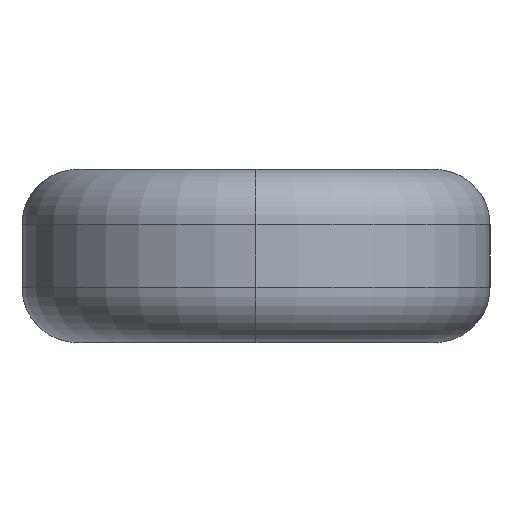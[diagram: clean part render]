
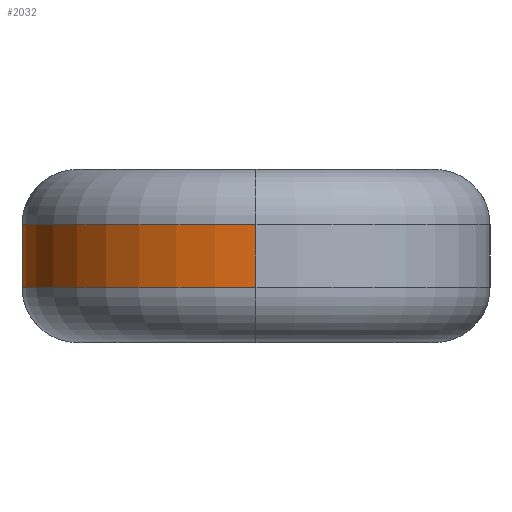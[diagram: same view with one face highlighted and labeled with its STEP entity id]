
A CAD part, left-side view. The second image highlights one B-rep face of the part: STEP entity #2032.
In plain terms, the highlighted cylindrical face has radius 12.7 mm (diameter 25.4 mm), a partial arc.
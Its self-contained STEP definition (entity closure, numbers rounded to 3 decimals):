
#142=LINE('',#3156,#310);
#143=LINE('',#3159,#311);
#310=VECTOR('',#2487,10.);
#311=VECTOR('',#2490,10.);
#462=CYLINDRICAL_SURFACE('',#2185,12.7);
#504=FACE_OUTER_BOUND('',#616,.T.);
#616=EDGE_LOOP('',(#1433,#1434,#1435,#1436));
#738=CIRCLE('',#2154,12.7);
#755=CIRCLE('',#2186,12.7);
#858=VERTEX_POINT('',#3069);
#859=VERTEX_POINT('',#3071);
#894=VERTEX_POINT('',#3155);
#895=VERTEX_POINT('',#3157);
#1066=EDGE_CURVE('',#858,#859,#738,.T.);
#1108=EDGE_CURVE('',#894,#858,#142,.T.);
#1109=EDGE_CURVE('',#895,#894,#755,.T.);
#1110=EDGE_CURVE('',#859,#895,#143,.T.);
#1433=ORIENTED_EDGE('',*,*,#1066,.F.);
#1434=ORIENTED_EDGE('',*,*,#1108,.F.);
#1435=ORIENTED_EDGE('',*,*,#1109,.F.);
#1436=ORIENTED_EDGE('',*,*,#1110,.F.);
#2032=ADVANCED_FACE('',(#504),#462,.T.);
#2154=AXIS2_PLACEMENT_3D('',#3072,#2406,#2407);
#2185=AXIS2_PLACEMENT_3D('',#3154,#2485,#2486);
#2186=AXIS2_PLACEMENT_3D('',#3158,#2488,#2489);
#2406=DIRECTION('center_axis',(0.,0.,-1.));
#2407=DIRECTION('ref_axis',(-0.707,0.707,0.));
#2485=DIRECTION('center_axis',(0.,0.,1.));
#2486=DIRECTION('ref_axis',(1.,0.,0.));
#2487=DIRECTION('',(0.,0.,-1.));
#2488=DIRECTION('center_axis',(0.,0.,1.));
#2489=DIRECTION('ref_axis',(-0.707,0.707,0.));
#2490=DIRECTION('',(0.,0.,1.));
#3069=CARTESIAN_POINT('',(-139.7,0.,11.));
#3071=CARTESIAN_POINT('',(-127.,12.7,11.));
#3072=CARTESIAN_POINT('Origin',(-127.,0.,11.));
#3154=CARTESIAN_POINT('Origin',(-127.,0.,0.));
#3155=CARTESIAN_POINT('',(-139.7,0.,14.4));
#3156=CARTESIAN_POINT('',(-139.7,0.,0.));
#3157=CARTESIAN_POINT('',(-127.,12.7,14.4));
#3158=CARTESIAN_POINT('Origin',(-127.,0.,14.4));
#3159=CARTESIAN_POINT('',(-127.,12.7,0.));
